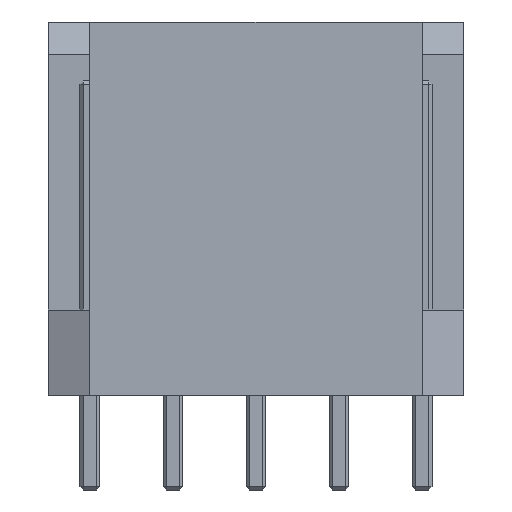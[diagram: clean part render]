
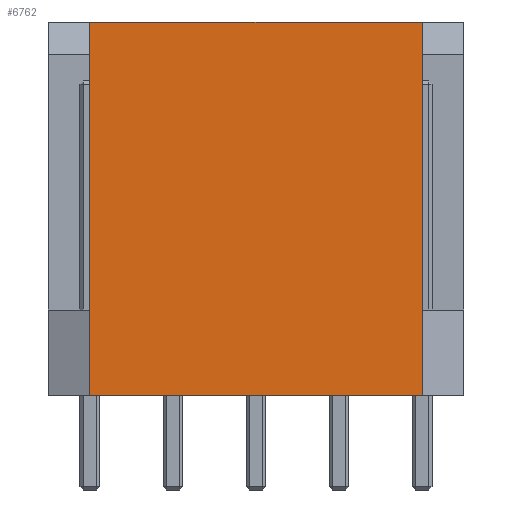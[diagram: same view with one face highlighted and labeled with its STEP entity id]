
A CAD part, front view. The second image highlights one B-rep face of the part: STEP entity #6762.
In plain terms, the highlighted planar face has unit normal (0, -1, 0).
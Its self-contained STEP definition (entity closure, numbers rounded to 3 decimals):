
#401 = PLANE('',#402);
#402 = AXIS2_PLACEMENT_3D('',#403,#404,#405);
#403 = CARTESIAN_POINT('',(5.08,-4.48,5.7));
#404 = DIRECTION('',(1.,0.,0.));
#405 = DIRECTION('',(0.,0.,-1.));
#457 = PLANE('',#458);
#458 = AXIS2_PLACEMENT_3D('',#459,#460,#461);
#459 = CARTESIAN_POINT('',(-5.08,-4.48,-5.7));
#460 = DIRECTION('',(-1.,0.,0.));
#461 = DIRECTION('',(0.,0.,1.));
#2391 = PLANE('',#2392);
#2392 = AXIS2_PLACEMENT_3D('',#2393,#2394,#2395);
#2393 = CARTESIAN_POINT('',(5.08,-4.48,-5.7));
#2394 = DIRECTION('',(0.,0.,-1.));
#2395 = DIRECTION('',(-1.,0.,0.));
#2459 = VERTEX_POINT('',#2460);
#2460 = CARTESIAN_POINT('',(5.08,-5.08,5.7));
#2474 = PLANE('',#2475);
#2475 = AXIS2_PLACEMENT_3D('',#2476,#2477,#2478);
#2476 = CARTESIAN_POINT('',(-5.08,-4.48,5.7));
#2477 = DIRECTION('',(0.,0.,1.));
#2478 = DIRECTION('',(1.,0.,0.));
#2486 = EDGE_CURVE('',#2459,#2487,#2489,.T.);
#2487 = VERTEX_POINT('',#2488);
#2488 = CARTESIAN_POINT('',(5.08,-5.08,-5.7));
#2489 = SURFACE_CURVE('',#2490,(#2494,#2501),.PCURVE_S1.);
#2490 = LINE('',#2491,#2492);
#2491 = CARTESIAN_POINT('',(5.08,-5.08,5.7));
#2492 = VECTOR('',#2493,1.);
#2493 = DIRECTION('',(-0.,0.,-1.));
#2494 = PCURVE('',#401,#2495);
#2495 = DEFINITIONAL_REPRESENTATION('',(#2496),#2500);
#2496 = LINE('',#2497,#2498);
#2497 = CARTESIAN_POINT('',(0.,-0.6));
#2498 = VECTOR('',#2499,1.);
#2499 = DIRECTION('',(1.,0.));
#2500 = ( GEOMETRIC_REPRESENTATION_CONTEXT(2) 
PARAMETRIC_REPRESENTATION_CONTEXT() REPRESENTATION_CONTEXT('2D SPACE',''
  ) );
#2501 = PCURVE('',#2502,#2507);
#2502 = PLANE('',#2503);
#2503 = AXIS2_PLACEMENT_3D('',#2504,#2505,#2506);
#2504 = CARTESIAN_POINT('',(0.,-5.08,0.));
#2505 = DIRECTION('',(0.,1.,0.));
#2506 = DIRECTION('',(0.,0.,1.));
#2507 = DEFINITIONAL_REPRESENTATION('',(#2508),#2512);
#2508 = LINE('',#2509,#2510);
#2509 = CARTESIAN_POINT('',(5.7,5.08));
#2510 = VECTOR('',#2511,1.);
#2511 = DIRECTION('',(-1.,0.));
#2512 = ( GEOMETRIC_REPRESENTATION_CONTEXT(2) 
PARAMETRIC_REPRESENTATION_CONTEXT() REPRESENTATION_CONTEXT('2D SPACE',''
  ) );
#2702 = VERTEX_POINT('',#2703);
#2703 = CARTESIAN_POINT('',(-5.08,-5.08,5.7));
#2822 = VERTEX_POINT('',#2823);
#2823 = CARTESIAN_POINT('',(-5.08,-5.08,-5.7));
#2844 = EDGE_CURVE('',#2822,#2702,#2845,.T.);
#2845 = SURFACE_CURVE('',#2846,(#2850,#2857),.PCURVE_S1.);
#2846 = LINE('',#2847,#2848);
#2847 = CARTESIAN_POINT('',(-5.08,-5.08,-5.7));
#2848 = VECTOR('',#2849,1.);
#2849 = DIRECTION('',(0.,0.,1.));
#2850 = PCURVE('',#457,#2851);
#2851 = DEFINITIONAL_REPRESENTATION('',(#2852),#2856);
#2852 = LINE('',#2853,#2854);
#2853 = CARTESIAN_POINT('',(0.,-0.6));
#2854 = VECTOR('',#2855,1.);
#2855 = DIRECTION('',(1.,0.));
#2856 = ( GEOMETRIC_REPRESENTATION_CONTEXT(2) 
PARAMETRIC_REPRESENTATION_CONTEXT() REPRESENTATION_CONTEXT('2D SPACE',''
  ) );
#2857 = PCURVE('',#2502,#2858);
#2858 = DEFINITIONAL_REPRESENTATION('',(#2859),#2863);
#2859 = LINE('',#2860,#2861);
#2860 = CARTESIAN_POINT('',(-5.7,-5.08));
#2861 = VECTOR('',#2862,1.);
#2862 = DIRECTION('',(1.,0.));
#2863 = ( GEOMETRIC_REPRESENTATION_CONTEXT(2) 
PARAMETRIC_REPRESENTATION_CONTEXT() REPRESENTATION_CONTEXT('2D SPACE',''
  ) );
#6662 = EDGE_CURVE('',#2487,#2822,#6663,.T.);
#6663 = SURFACE_CURVE('',#6664,(#6668,#6675),.PCURVE_S1.);
#6664 = LINE('',#6665,#6666);
#6665 = CARTESIAN_POINT('',(5.08,-5.08,-5.7));
#6666 = VECTOR('',#6667,1.);
#6667 = DIRECTION('',(-1.,0.,0.));
#6668 = PCURVE('',#2391,#6669);
#6669 = DEFINITIONAL_REPRESENTATION('',(#6670),#6674);
#6670 = LINE('',#6671,#6672);
#6671 = CARTESIAN_POINT('',(-0.,-0.6));
#6672 = VECTOR('',#6673,1.);
#6673 = DIRECTION('',(1.,0.));
#6674 = ( GEOMETRIC_REPRESENTATION_CONTEXT(2) 
PARAMETRIC_REPRESENTATION_CONTEXT() REPRESENTATION_CONTEXT('2D SPACE',''
  ) );
#6675 = PCURVE('',#2502,#6676);
#6676 = DEFINITIONAL_REPRESENTATION('',(#6677),#6681);
#6677 = LINE('',#6678,#6679);
#6678 = CARTESIAN_POINT('',(-5.7,5.08));
#6679 = VECTOR('',#6680,1.);
#6680 = DIRECTION('',(0.,-1.));
#6681 = ( GEOMETRIC_REPRESENTATION_CONTEXT(2) 
PARAMETRIC_REPRESENTATION_CONTEXT() REPRESENTATION_CONTEXT('2D SPACE',''
  ) );
#6693 = EDGE_CURVE('',#2702,#2459,#6694,.T.);
#6694 = SURFACE_CURVE('',#6695,(#6699,#6706),.PCURVE_S1.);
#6695 = LINE('',#6696,#6697);
#6696 = CARTESIAN_POINT('',(-5.08,-5.08,5.7));
#6697 = VECTOR('',#6698,1.);
#6698 = DIRECTION('',(1.,0.,0.));
#6699 = PCURVE('',#2474,#6700);
#6700 = DEFINITIONAL_REPRESENTATION('',(#6701),#6705);
#6701 = LINE('',#6702,#6703);
#6702 = CARTESIAN_POINT('',(0.,-0.6));
#6703 = VECTOR('',#6704,1.);
#6704 = DIRECTION('',(1.,0.));
#6705 = ( GEOMETRIC_REPRESENTATION_CONTEXT(2) 
PARAMETRIC_REPRESENTATION_CONTEXT() REPRESENTATION_CONTEXT('2D SPACE',''
  ) );
#6706 = PCURVE('',#2502,#6707);
#6707 = DEFINITIONAL_REPRESENTATION('',(#6708),#6712);
#6708 = LINE('',#6709,#6710);
#6709 = CARTESIAN_POINT('',(5.7,-5.08));
#6710 = VECTOR('',#6711,1.);
#6711 = DIRECTION('',(0.,1.));
#6712 = ( GEOMETRIC_REPRESENTATION_CONTEXT(2) 
PARAMETRIC_REPRESENTATION_CONTEXT() REPRESENTATION_CONTEXT('2D SPACE',''
  ) );
#6762 = ADVANCED_FACE('',(#6763),#2502,.F.);
#6763 = FACE_BOUND('',#6764,.F.);
#6764 = EDGE_LOOP('',(#6765,#6766,#6767,#6768));
#6765 = ORIENTED_EDGE('',*,*,#6693,.T.);
#6766 = ORIENTED_EDGE('',*,*,#2486,.T.);
#6767 = ORIENTED_EDGE('',*,*,#6662,.T.);
#6768 = ORIENTED_EDGE('',*,*,#2844,.T.);
